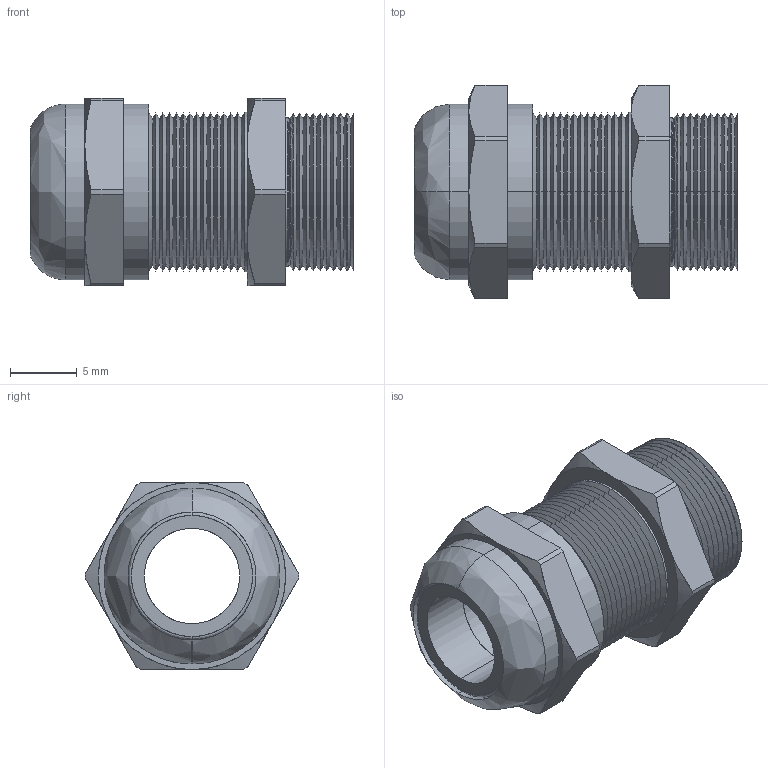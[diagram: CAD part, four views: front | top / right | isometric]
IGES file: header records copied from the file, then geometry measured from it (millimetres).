
Start section: SolidWorks IGES file using analytic representation for surfaces
Global section: file name: CD12MA-BR.IGS; native system: SolidWorks 2007; preprocessor: SolidWorks 2007; author: BAYSTATE-01; date: 080529.225257; units: inch
Bounding box: 24.13 x 15.93 x 13.97 mm (x, y, z)
Surface area: 2572 mm2 (no closed solid volume)
Topology: 0 solids, 0 shells, 175 faces, 1352 edges, 1352 vertices
Faces by surface type: revolution 144, bspline 31
